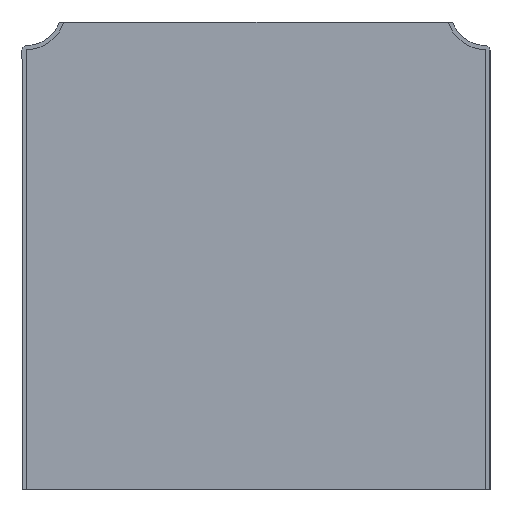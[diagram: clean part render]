
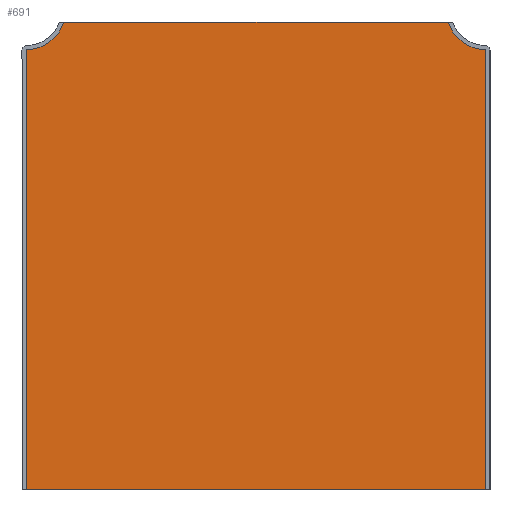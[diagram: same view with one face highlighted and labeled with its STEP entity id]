
A CAD part, left-side view. The second image highlights one B-rep face of the part: STEP entity #691.
In plain terms, the highlighted planar face has unit normal (-1, 0, 0).
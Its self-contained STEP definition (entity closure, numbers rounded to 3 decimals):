
#5 = EDGE_CURVE ( 'NONE', #510, #39, #756, .T. ) ;
#19 = VERTEX_POINT ( 'NONE', #34 ) ;
#22 = CARTESIAN_POINT ( 'NONE',  ( -632., 20.539, 573. ) ) ;
#27 = DIRECTION ( 'NONE',  ( 0., 0., 1. ) ) ;
#28 = VERTEX_POINT ( 'NONE', #844 ) ;
#34 = CARTESIAN_POINT ( 'NONE',  ( -632., -24.5, 570.05 ) ) ;
#39 = VERTEX_POINT ( 'NONE', #22 ) ;
#68 = VECTOR ( 'NONE', #606, 1000. ) ;
#85 = CARTESIAN_POINT ( 'NONE',  ( -632., -25., 573. ) ) ;
#87 = EDGE_CURVE ( 'NONE', #741, #275, #395, .T. ) ;
#98 = CIRCLE ( 'NONE', #856, 0.05 ) ;
#99 = CIRCLE ( 'NONE', #632, 4.135 ) ;
#104 = ORIENTED_EDGE ( 'NONE', *, *, #5, .F. ) ;
#118 = LINE ( 'NONE', #948, #420 ) ;
#141 = EDGE_CURVE ( 'NONE', #183, #39, #493, .T. ) ;
#162 = ORIENTED_EDGE ( 'NONE', *, *, #141, .T. ) ;
#168 = DIRECTION ( 'NONE',  ( -1., 0., 0. ) ) ;
#183 = VERTEX_POINT ( 'NONE', #715 ) ;
#230 = EDGE_CURVE ( 'NONE', #741, #28, #118, .T. ) ;
#259 = ORIENTED_EDGE ( 'NONE', *, *, #230, .T. ) ;
#274 = DIRECTION ( 'NONE',  ( 0., 0., 1. ) ) ;
#275 = VERTEX_POINT ( 'NONE', #409 ) ;
#278 = PLANE ( 'NONE',  #583 ) ;
#323 = VECTOR ( 'NONE', #873, 1000. ) ;
#324 = CARTESIAN_POINT ( 'NONE',  ( -632., -25., 523. ) ) ;
#325 = EDGE_CURVE ( 'NONE', #19, #28, #98, .T. ) ;
#340 = AXIS2_PLACEMENT_3D ( 'NONE', #458, #692, #27 ) ;
#344 = VECTOR ( 'NONE', #456, 1000. ) ;
#353 = FACE_OUTER_BOUND ( 'NONE', #809, .T. ) ;
#379 = DIRECTION ( 'NONE',  ( 0., 0., 1. ) ) ;
#395 = LINE ( 'NONE', #324, #68 ) ;
#409 = CARTESIAN_POINT ( 'NONE',  ( -632., 24.55, 523. ) ) ;
#413 = CARTESIAN_POINT ( 'NONE',  ( -632., 24.5, 570.05 ) ) ;
#420 = VECTOR ( 'NONE', #274, 1000. ) ;
#456 = DIRECTION ( 'NONE',  ( 0., 0., -1. ) ) ;
#458 = CARTESIAN_POINT ( 'NONE',  ( -632., 24.5, 574.185 ) ) ;
#478 = CIRCLE ( 'NONE', #497, 0.05 ) ;
#482 = CARTESIAN_POINT ( 'NONE',  ( -632., -25., 573. ) ) ;
#489 = ORIENTED_EDGE ( 'NONE', *, *, #521, .F. ) ;
#493 = LINE ( 'NONE', #482, #323 ) ;
#497 = AXIS2_PLACEMENT_3D ( 'NONE', #752, #628, #784 ) ;
#510 = VERTEX_POINT ( 'NONE', #413 ) ;
#521 = EDGE_CURVE ( 'NONE', #943, #510, #478, .T. ) ;
#525 = DIRECTION ( 'NONE',  ( 1., 0., 0. ) ) ;
#583 = AXIS2_PLACEMENT_3D ( 'NONE', #85, #168, #596 ) ;
#587 = ORIENTED_EDGE ( 'NONE', *, *, #811, .T. ) ;
#596 = DIRECTION ( 'NONE',  ( 0., 0., 1. ) ) ;
#606 = DIRECTION ( 'NONE',  ( 0., 1., 0. ) ) ;
#628 = DIRECTION ( 'NONE',  ( 1., 0., 0. ) ) ;
#632 = AXIS2_PLACEMENT_3D ( 'NONE', #951, #866, #718 ) ;
#646 = EDGE_CURVE ( 'NONE', #183, #19, #99, .T. ) ;
#662 = CARTESIAN_POINT ( 'NONE',  ( -632., -24.5, 570. ) ) ;
#666 = CARTESIAN_POINT ( 'NONE',  ( -632., 24.55, 0. ) ) ;
#691 = ADVANCED_FACE ( 'NONE', ( #353 ), #278, .T. ) ;
#692 = DIRECTION ( 'NONE',  ( -1., 0., 0. ) ) ;
#715 = CARTESIAN_POINT ( 'NONE',  ( -632., -20.539, 573. ) ) ;
#716 = ORIENTED_EDGE ( 'NONE', *, *, #325, .F. ) ;
#718 = DIRECTION ( 'NONE',  ( 0., 0., 1. ) ) ;
#741 = VERTEX_POINT ( 'NONE', #832 ) ;
#752 = CARTESIAN_POINT ( 'NONE',  ( -632., 24.5, 570. ) ) ;
#756 = CIRCLE ( 'NONE', #340, 4.135 ) ;
#757 = LINE ( 'NONE', #666, #344 ) ;
#784 = DIRECTION ( 'NONE',  ( 0., 0., 1. ) ) ;
#809 = EDGE_LOOP ( 'NONE', ( #259, #716, #949, #162, #104, #489, #587, #918 ) ) ;
#811 = EDGE_CURVE ( 'NONE', #943, #275, #757, .T. ) ;
#832 = CARTESIAN_POINT ( 'NONE',  ( -632., -24.55, 523. ) ) ;
#844 = CARTESIAN_POINT ( 'NONE',  ( -632., -24.55, 570. ) ) ;
#849 = CARTESIAN_POINT ( 'NONE',  ( -632., 24.55, 570. ) ) ;
#856 = AXIS2_PLACEMENT_3D ( 'NONE', #662, #525, #379 ) ;
#866 = DIRECTION ( 'NONE',  ( -1., 0., 0. ) ) ;
#873 = DIRECTION ( 'NONE',  ( 0., 1., 0. ) ) ;
#918 = ORIENTED_EDGE ( 'NONE', *, *, #87, .F. ) ;
#943 = VERTEX_POINT ( 'NONE', #849 ) ;
#948 = CARTESIAN_POINT ( 'NONE',  ( -632., -24.55, 0. ) ) ;
#949 = ORIENTED_EDGE ( 'NONE', *, *, #646, .F. ) ;
#951 = CARTESIAN_POINT ( 'NONE',  ( -632., -24.5, 574.185 ) ) ;
